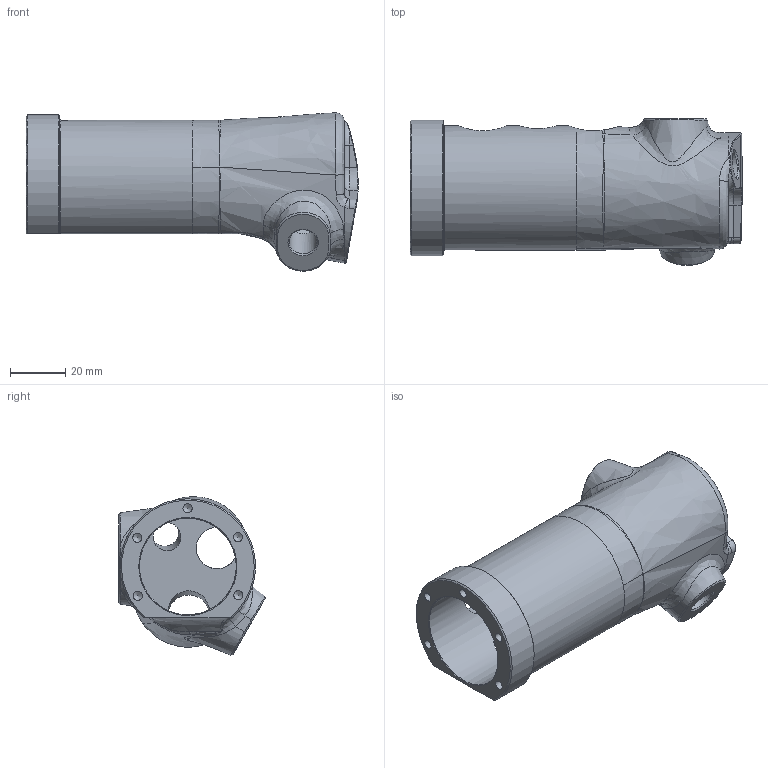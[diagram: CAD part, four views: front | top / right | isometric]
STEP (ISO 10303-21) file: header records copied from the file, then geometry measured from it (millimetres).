
FILE_DESCRIPTION(/* description */ ('STEP AP242','CAx-IF Rec.Pracs.---Representation and Presentation of Product Manufacturing Information (PMI)---4.0---2014-10-13','CAx-IF Rec.Pracs.---3D Tessellated Geometry---0.4---2014-09-14','2;1'),/* implementation_level */ '2;1');
FILE_NAME(/* name */ '681cde6c2a6c3b7373be220e',/* time_stamp */ '2025-05-08T16:40:13Z',/* author */ (''),/* organization */ (''),/* preprocessor_version */ 'ST-DEVELOPER v20',/* originating_system */ 'ONSHAPE BY PTC INC, 1.197',/* authorisation */ ' ');
FILE_SCHEMA (('AP242_MANAGED_MODEL_BASED_3D_ENGINEERING_MIM_LF { 1 0 10303 442 1 1 4 }'));
Length unit declared in the file: metre
Products named in the file (1): 320-001 Grip Chassis
Bounding box: 120 x 53 x 57.26 mm (x, y, z)
Volume: 78888.5 mm3; surface area: 34099.9 mm2
Topology: 1 solids, 1 shells, 177 faces, 487 edges, 303 vertices
Faces by surface type: bspline 71, cylinder 41, plane 33, cone 19, torus 7, sphere 6
Full cylindrical faces by diameter (mm): 3.3 x5, 10 x5, 12 x1, 14 x1, 15 x3, 16 x2, 18 x2, 35 x1
Entity records: 9643 total; most frequent: CARTESIAN_POINT 5960, ORIENTED_EDGE 860, DIRECTION 522, EDGE_CURVE 430, VERTEX_POINT 292, FACE_BOUND 236, EDGE_LOOP 231, B_SPLINE_CURVE_WITH_KNOTS 229
